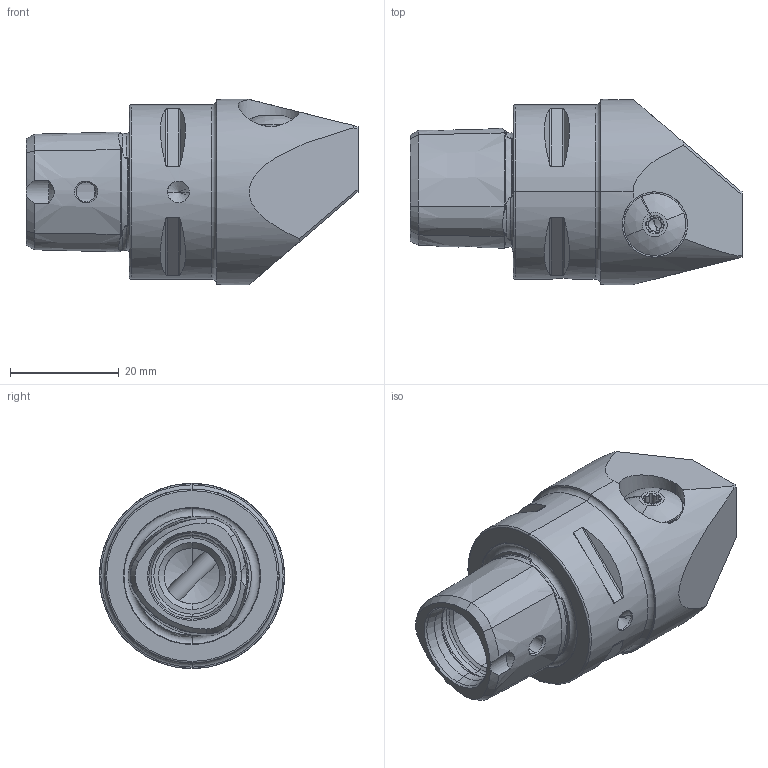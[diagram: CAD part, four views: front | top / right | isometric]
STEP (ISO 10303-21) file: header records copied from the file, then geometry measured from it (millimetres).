
FILE_DESCRIPTION (( 'STEP AP214' ), '1' );
FILE_NAME ('PS3.LW3.RF0.042.STEP', '2023-11-29T08:07:54', ( '' ), ( '' ), 'SwSTEP 2.0', 'SolidWorks 2017', '' );
FILE_SCHEMA (( 'AUTOMOTIVE_DESIGN' ));
Length unit declared in the file: millimetre
Products named in the file (6): LW3-ER1.012.014_E_Standard<Wie bearbeitet>; PS3-LW3.RF0.042_A; LW3-ER1.012.014; KVT_MB_600_040; DIN 3771 - 7x1; PS3.LW3.RF0.042
Assembly tree (6 placements, depth 3):
  PS3.LW3.RF0.042
    PS3-LW3.RF0.042_A
    LW3-ER1.012.014
      LW3-ER1.012.014_E_Standard<Wie bearbeitet>
      DIN 3771 - 7x1  x2
    KVT_MB_600_040
Bounding box: 61 x 34 x 34 mm (x, y, z)
Volume: 29577.6 mm3; surface area: 9804.2 mm2
Topology: 6 solids, 6 shells, 318 faces, 779 edges, 465 vertices
Faces by surface type: cylinder 99, cone 91, plane 65, torus 50, sphere 8, bspline 5
Entity records: 10734 total; most frequent: CARTESIAN_POINT 3271, DIRECTION 1547, ORIENTED_EDGE 1508, EDGE_CURVE 754, AXIS2_PLACEMENT_3D 650, VERTEX_POINT 458, EDGE_LOOP 332, CIRCLE 331
